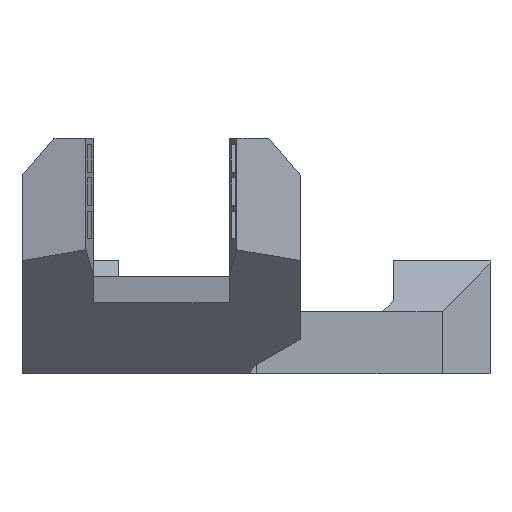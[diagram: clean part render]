
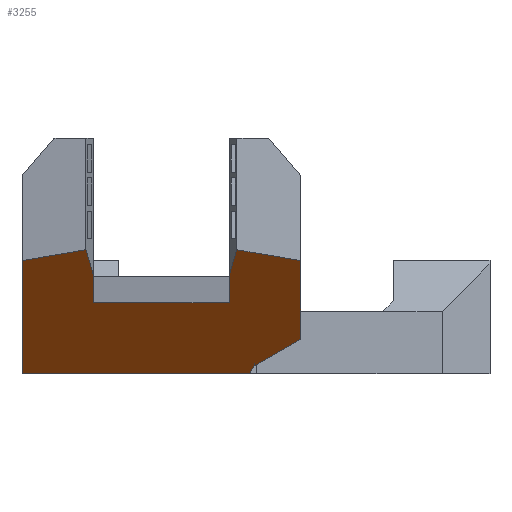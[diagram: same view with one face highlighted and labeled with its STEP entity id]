
A CAD part, front view. The second image highlights one B-rep face of the part: STEP entity #3255.
In plain terms, the highlighted planar face has unit normal (0, -0.707, -0.707).
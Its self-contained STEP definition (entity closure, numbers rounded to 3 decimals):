
#250 = CARTESIAN_POINT ( 'NONE',  ( 27.833, 0., -20.6 ) ) ;
#253 = CARTESIAN_POINT ( 'NONE',  ( 31.059, 21.408, -42.008 ) ) ;
#254 = LINE ( 'NONE', #8909, #3972 ) ;
#312 = LINE ( 'NONE', #4339, #640 ) ;
#347 = EDGE_CURVE ( 'NONE', #2859, #1375, #8959, .T. ) ;
#405 = EDGE_CURVE ( 'NONE', #2269, #8077, #312, .T. ) ;
#600 = CARTESIAN_POINT ( 'NONE',  ( -11.784, 12.787, -33.387 ) ) ;
#640 = VECTOR ( 'NONE', #9412, 1000. ) ;
#747 = VECTOR ( 'NONE', #5608, 1000. ) ;
#786 = CARTESIAN_POINT ( 'NONE',  ( 42.325, 1.959, -22.559 ) ) ;
#801 = LINE ( 'NONE', #786, #5240 ) ;
#983 = EDGE_LOOP ( 'NONE', ( #3738, #9533, #7043, #2326, #8911, #8477, #2981, #3432, #1921, #9010, #1101, #9165 ) ) ;
#1022 = FACE_OUTER_BOUND ( 'NONE', #983, .T. ) ;
#1101 = ORIENTED_EDGE ( 'NONE', *, *, #347, .F. ) ;
#1170 = CARTESIAN_POINT ( 'NONE',  ( 24.217, 12.254, -32.854 ) ) ;
#1375 = VERTEX_POINT ( 'NONE', #250 ) ;
#1381 = VECTOR ( 'NONE', #4246, 1000. ) ;
#1441 = DIRECTION ( 'NONE',  ( 0.204, -0.692, 0.692 ) ) ;
#1458 = EDGE_CURVE ( 'NONE', #2859, #4117, #3445, .T. ) ;
#1512 = EDGE_CURVE ( 'NONE', #8077, #8573, #2492, .T. ) ;
#1555 = VECTOR ( 'NONE', #5667, 1000. ) ;
#1595 = PLANE ( 'NONE',  #1795 ) ;
#1761 = CARTESIAN_POINT ( 'NONE',  ( 26.416, -10.3, -10.3 ) ) ;
#1795 = AXIS2_PLACEMENT_3D ( 'NONE', #4577, #3110, #8252 ) ;
#1921 = ORIENTED_EDGE ( 'NONE', *, *, #5268, .F. ) ;
#1942 = CARTESIAN_POINT ( 'NONE',  ( 31.936, 0.696, -21.296 ) ) ;
#2126 = EDGE_CURVE ( 'NONE', #6591, #6296, #4444, .T. ) ;
#2249 = CARTESIAN_POINT ( 'NONE',  ( 26.416, 9.808, -30.408 ) ) ;
#2269 = VERTEX_POINT ( 'NONE', #5752 ) ;
#2272 = DIRECTION ( 'NONE',  ( -1., 0., 0. ) ) ;
#2326 = ORIENTED_EDGE ( 'NONE', *, *, #1512, .T. ) ;
#2492 = LINE ( 'NONE', #8319, #1555 ) ;
#2645 = EDGE_CURVE ( 'NONE', #6296, #8880, #801, .T. ) ;
#2697 = DIRECTION ( 'NONE',  ( 0.972, 0.165, -0.165 ) ) ;
#2713 = LINE ( 'NONE', #4937, #8357 ) ;
#2797 = VERTEX_POINT ( 'NONE', #6231 ) ;
#2859 = VERTEX_POINT ( 'NONE', #5576 ) ;
#2981 = ORIENTED_EDGE ( 'NONE', *, *, #2645, .F. ) ;
#3110 = DIRECTION ( 'NONE',  ( 0., -0.707, -0.707 ) ) ;
#3255 = ADVANCED_FACE ( 'NONE', ( #1022 ), #1595, .T. ) ;
#3309 = DIRECTION ( 'NONE',  ( -0.379, 0.654, -0.654 ) ) ;
#3432 = ORIENTED_EDGE ( 'NONE', *, *, #2126, .F. ) ;
#3445 = LINE ( 'NONE', #1761, #747 ) ;
#3738 = ORIENTED_EDGE ( 'NONE', *, *, #7250, .T. ) ;
#3972 = VECTOR ( 'NONE', #2272, 1000. ) ;
#4117 = VERTEX_POINT ( 'NONE', #2249 ) ;
#4246 = DIRECTION ( 'NONE',  ( 0., 0.707, -0.707 ) ) ;
#4339 = CARTESIAN_POINT ( 'NONE',  ( 3.616, 12.254, -32.854 ) ) ;
#4444 = LINE ( 'NONE', #8227, #8691 ) ;
#4577 = CARTESIAN_POINT ( 'NONE',  ( 0., -10.3, -10.3 ) ) ;
#4937 = CARTESIAN_POINT ( 'NONE',  ( 39.616, 12.787, -33.387 ) ) ;
#5138 = VERTEX_POINT ( 'NONE', #6956 ) ;
#5224 = CARTESIAN_POINT ( 'NONE',  ( -11.784, 1.999, -22.599 ) ) ;
#5240 = VECTOR ( 'NONE', #3309, 1000. ) ;
#5268 = EDGE_CURVE ( 'NONE', #2797, #6591, #2713, .T. ) ;
#5338 = LINE ( 'NONE', #5709, #1381 ) ;
#5386 = CARTESIAN_POINT ( 'NONE',  ( 0., 0., -20.6 ) ) ;
#5576 = CARTESIAN_POINT ( 'NONE',  ( 26.416, 4.8, -25.4 ) ) ;
#5608 = DIRECTION ( 'NONE',  ( 0., 0.707, -0.707 ) ) ;
#5667 = DIRECTION ( 'NONE',  ( -0.972, 0.165, -0.165 ) ) ;
#5709 = CARTESIAN_POINT ( 'NONE',  ( 1.416, -10.3, -10.3 ) ) ;
#5752 = CARTESIAN_POINT ( 'NONE',  ( 1.416, 4.8, -25.4 ) ) ;
#5798 = DIRECTION ( 'NONE',  ( 0., 0.707, -0.707 ) ) ;
#5807 = VECTOR ( 'NONE', #2697, 1000. ) ;
#6229 = VERTEX_POINT ( 'NONE', #6815 ) ;
#6231 = CARTESIAN_POINT ( 'NONE',  ( 39.616, 1.999, -22.599 ) ) ;
#6296 = VERTEX_POINT ( 'NONE', #253 ) ;
#6371 = VECTOR ( 'NONE', #7254, 1000. ) ;
#6572 = EDGE_CURVE ( 'NONE', #8573, #5138, #8332, .T. ) ;
#6591 = VERTEX_POINT ( 'NONE', #9479 ) ;
#6637 = VECTOR ( 'NONE', #5798, 1000. ) ;
#6815 = CARTESIAN_POINT ( 'NONE',  ( 1.416, 9.808, -30.408 ) ) ;
#6826 = DIRECTION ( 'NONE',  ( -0.777, 0.445, -0.445 ) ) ;
#6956 = CARTESIAN_POINT ( 'NONE',  ( -11.784, 22.9, -43.5 ) ) ;
#7043 = ORIENTED_EDGE ( 'NONE', *, *, #405, .T. ) ;
#7089 = CARTESIAN_POINT ( 'NONE',  ( 30.194, 22.9, -43.5 ) ) ;
#7250 = EDGE_CURVE ( 'NONE', #4117, #6229, #254, .T. ) ;
#7254 = DIRECTION ( 'NONE',  ( -1., 0., 0. ) ) ;
#8077 = VERTEX_POINT ( 'NONE', #5386 ) ;
#8149 = VECTOR ( 'NONE', #1441, 1000. ) ;
#8188 = LINE ( 'NONE', #1942, #5807 ) ;
#8227 = CARTESIAN_POINT ( 'NONE',  ( 34.261, 19.571, -40.171 ) ) ;
#8252 = DIRECTION ( 'NONE',  ( 0., 0.707, -0.707 ) ) ;
#8299 = LINE ( 'NONE', #9493, #6371 ) ;
#8310 = EDGE_CURVE ( 'NONE', #1375, #2797, #8188, .T. ) ;
#8319 = CARTESIAN_POINT ( 'NONE',  ( -4.103, 0.696, -21.296 ) ) ;
#8332 = LINE ( 'NONE', #600, #6637 ) ;
#8357 = VECTOR ( 'NONE', #8589, 1000. ) ;
#8371 = EDGE_CURVE ( 'NONE', #2269, #6229, #5338, .T. ) ;
#8469 = EDGE_CURVE ( 'NONE', #8880, #5138, #8299, .T. ) ;
#8477 = ORIENTED_EDGE ( 'NONE', *, *, #8469, .F. ) ;
#8573 = VERTEX_POINT ( 'NONE', #5224 ) ;
#8589 = DIRECTION ( 'NONE',  ( 0., 0.707, -0.707 ) ) ;
#8691 = VECTOR ( 'NONE', #6826, 1000. ) ;
#8880 = VERTEX_POINT ( 'NONE', #7089 ) ;
#8909 = CARTESIAN_POINT ( 'NONE',  ( 0., 9.808, -30.408 ) ) ;
#8911 = ORIENTED_EDGE ( 'NONE', *, *, #6572, .T. ) ;
#8959 = LINE ( 'NONE', #1170, #8149 ) ;
#9010 = ORIENTED_EDGE ( 'NONE', *, *, #8310, .F. ) ;
#9165 = ORIENTED_EDGE ( 'NONE', *, *, #1458, .T. ) ;
#9412 = DIRECTION ( 'NONE',  ( -0.204, -0.692, 0.692 ) ) ;
#9479 = CARTESIAN_POINT ( 'NONE',  ( 39.616, 16.5, -37.1 ) ) ;
#9493 = CARTESIAN_POINT ( 'NONE',  ( -11.784, 22.9, -43.5 ) ) ;
#9533 = ORIENTED_EDGE ( 'NONE', *, *, #8371, .F. ) ;
